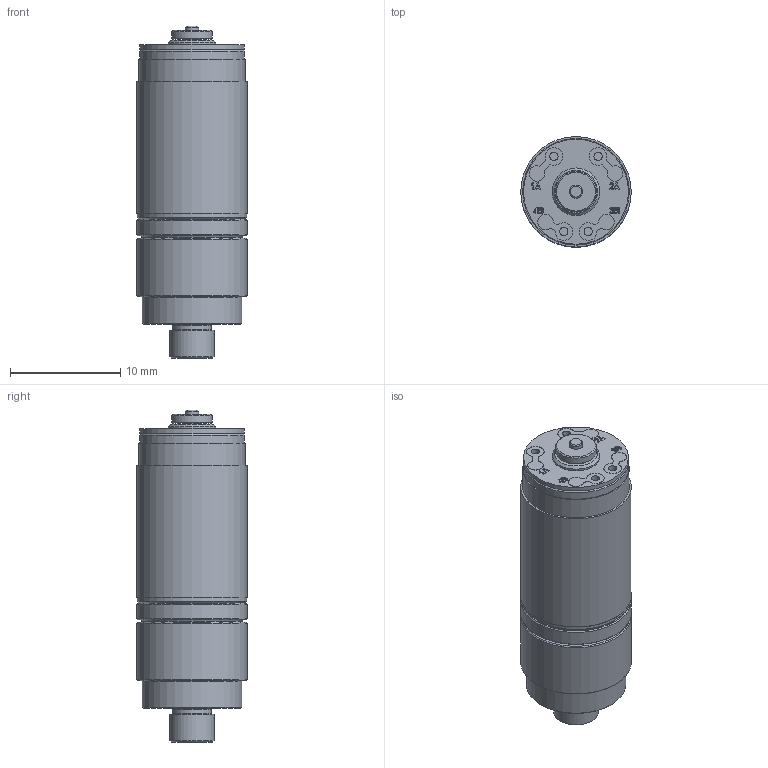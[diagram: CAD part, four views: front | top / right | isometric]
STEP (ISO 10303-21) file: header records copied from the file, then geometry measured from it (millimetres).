
FILE_DESCRIPTION(/* description */ (''),/* implementation_level */ '2;1');
FILE_NAME(/* name */ 'model_product_id161.stp',/* time_stamp */ '2016-07-20T13:59:14+02:00',/* author */ ('SD'),/* organization */ ('Micromotion GmbH Germany'),/* preprocessor_version */ 'ST-DEVELOPER v16.1',/* originating_system */ 'Autodesk Inventor 2016',/* authorisation */ '');
FILE_SCHEMA (('AUTOMOTIVE_DESIGN { 1 0 10303 214 3 1 1 }'));
Length unit declared in the file: millimetre
Products named in the file (1): MHD-10-160-IH-H-SPM0002_Shrinkwrap_1
Bounding box: 10 x 10 x 30.05 mm (x, y, z)
Volume: 1974.8 mm3; surface area: 1055.5 mm2
Topology: 1 solids, 1 shells, 196 faces, 449 edges, 294 vertices
Faces by surface type: plane 107, cylinder 43, bspline 27, cone 15, torus 4
Full cylindrical faces by diameter (mm): 0.75 x4, 1.2 x2, 3.5 x1, 3.7 x1, 4 x1, 4.3 x1, 9 x1, 9.1 x1, 9.5 x2, 9.65 x1, 9.95 x1, 10 x3
Entity records: 7038 total; most frequent: CARTESIAN_POINT 2539, ORIENTED_EDGE 820, DIRECTION 807, EDGE_CURVE 410, VERTEX_POINT 293, AXIS2_PLACEMENT_3D 279, EDGE_LOOP 273, LINE 249
